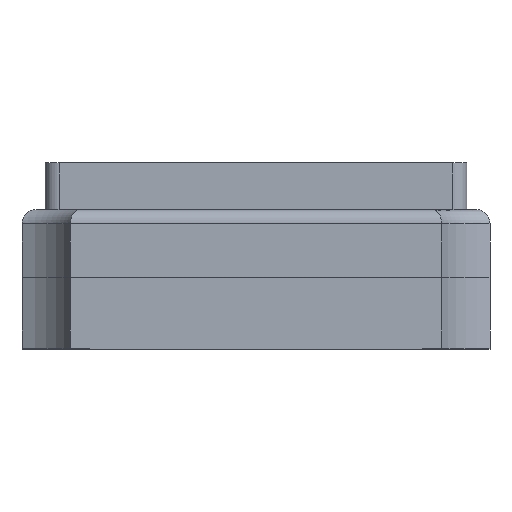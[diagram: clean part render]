
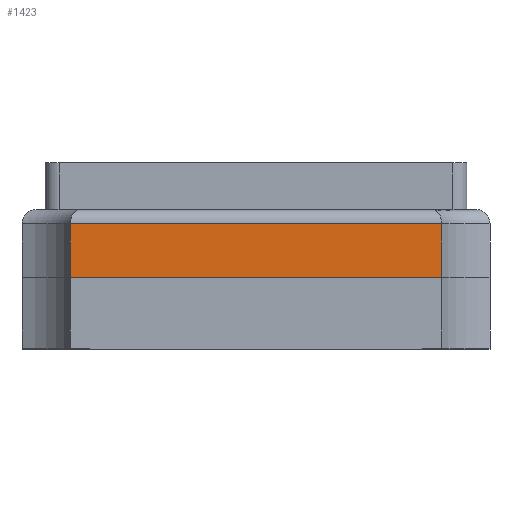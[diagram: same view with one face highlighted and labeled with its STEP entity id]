
A CAD part, left-side view. The second image highlights one B-rep face of the part: STEP entity #1423.
In plain terms, the highlighted planar face has unit normal (-1, 0, 0).
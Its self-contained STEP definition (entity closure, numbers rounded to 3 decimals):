
#55 = CYLINDRICAL_SURFACE('',#56,0.47);
#56 = AXIS2_PLACEMENT_3D('',#57,#58,#59);
#57 = CARTESIAN_POINT('',(-1.778,1.422,0.995));
#58 = DIRECTION('',(0.,0.,-1.));
#59 = DIRECTION('',(0.,1.,0.));
#219 = VERTEX_POINT('',#220);
#220 = CARTESIAN_POINT('',(-1.6,0.987,0.386));
#293 = VERTEX_POINT('',#294);
#294 = CARTESIAN_POINT('',(-1.6,0.987,0.671));
#365 = EDGE_CURVE('',#293,#219,#366,.T.);
#366 = SURFACE_CURVE('',#367,(#371,#400),.PCURVE_S1.);
#367 = LINE('',#368,#369);
#368 = CARTESIAN_POINT('',(-1.6,0.987,0.995));
#369 = VECTOR('',#370,1.);
#370 = DIRECTION('',(0.,0.,-1.));
#371 = PCURVE('',#55,#372);
#372 = DEFINITIONAL_REPRESENTATION('',(#373),#399);
#373 = B_SPLINE_CURVE_WITH_KNOTS('',3,(#374,#375,#376,#377,#378,#379,
    #380,#381,#382,#383,#384,#385,#386,#387,#388,#389,#390,#391,#392,
    #393,#394,#395,#396,#397,#398),.UNSPECIFIED.,.F.,.F.,(4,1,1,1,1,1,1,
    1,1,1,1,1,1,1,1,1,1,1,1,1,1,1,4),(0.324,0.337,
    0.35,0.363,0.376,0.389,
    0.402,0.415,0.428,0.441,
    0.454,0.467,0.48,0.493,0.506
    ,0.519,0.532,0.545,0.558,
    0.571,0.584,0.597,0.61),
  .QUASI_UNIFORM_KNOTS.);
#374 = CARTESIAN_POINT('',(2.754,0.324));
#375 = CARTESIAN_POINT('',(2.754,0.328));
#376 = CARTESIAN_POINT('',(2.754,0.337));
#377 = CARTESIAN_POINT('',(2.754,0.35));
#378 = CARTESIAN_POINT('',(2.754,0.363));
#379 = CARTESIAN_POINT('',(2.754,0.376));
#380 = CARTESIAN_POINT('',(2.754,0.389));
#381 = CARTESIAN_POINT('',(2.754,0.402));
#382 = CARTESIAN_POINT('',(2.754,0.415));
#383 = CARTESIAN_POINT('',(2.754,0.428));
#384 = CARTESIAN_POINT('',(2.754,0.441));
#385 = CARTESIAN_POINT('',(2.754,0.454));
#386 = CARTESIAN_POINT('',(2.754,0.467));
#387 = CARTESIAN_POINT('',(2.754,0.48));
#388 = CARTESIAN_POINT('',(2.754,0.493));
#389 = CARTESIAN_POINT('',(2.754,0.506));
#390 = CARTESIAN_POINT('',(2.754,0.519));
#391 = CARTESIAN_POINT('',(2.754,0.532));
#392 = CARTESIAN_POINT('',(2.754,0.545));
#393 = CARTESIAN_POINT('',(2.754,0.558));
#394 = CARTESIAN_POINT('',(2.754,0.571));
#395 = CARTESIAN_POINT('',(2.754,0.584));
#396 = CARTESIAN_POINT('',(2.754,0.597));
#397 = CARTESIAN_POINT('',(2.754,0.605));
#398 = CARTESIAN_POINT('',(2.754,0.61));
#399 = ( GEOMETRIC_REPRESENTATION_CONTEXT(2) 
PARAMETRIC_REPRESENTATION_CONTEXT() REPRESENTATION_CONTEXT('2D SPACE',''
  ) );
#400 = PCURVE('',#401,#406);
#401 = PLANE('',#402);
#402 = AXIS2_PLACEMENT_3D('',#403,#404,#405);
#403 = CARTESIAN_POINT('',(-1.6,1.245,0.995));
#404 = DIRECTION('',(1.,0.,0.));
#405 = DIRECTION('',(0.,1.,0.));
#406 = DEFINITIONAL_REPRESENTATION('',(#407),#411);
#407 = LINE('',#408,#409);
#408 = CARTESIAN_POINT('',(-0.257,0.));
#409 = VECTOR('',#410,1.);
#410 = DIRECTION('',(-0.,-1.));
#411 = ( GEOMETRIC_REPRESENTATION_CONTEXT(2) 
PARAMETRIC_REPRESENTATION_CONTEXT() REPRESENTATION_CONTEXT('2D SPACE',''
  ) );
#1231 = PLANE('',#1232);
#1232 = AXIS2_PLACEMENT_3D('',#1233,#1234,#1235);
#1233 = CARTESIAN_POINT('',(-1.6,1.245,0.995));
#1234 = DIRECTION('',(1.,0.,0.));
#1235 = DIRECTION('',(0.,1.,0.));
#1322 = CYLINDRICAL_SURFACE('',#1323,0.076);
#1323 = AXIS2_PLACEMENT_3D('',#1324,#1325,#1326);
#1324 = CARTESIAN_POINT('',(-1.524,1.245,0.671));
#1325 = DIRECTION('',(0.,1.,0.));
#1326 = DIRECTION('',(-1.,0.,0.));
#1423 = ADVANCED_FACE('',(#1424),#401,.F.);
#1424 = FACE_BOUND('',#1425,.T.);
#1425 = EDGE_LOOP('',(#1426,#1478,#1521,#1522));
#1426 = ORIENTED_EDGE('',*,*,#1427,.F.);
#1427 = EDGE_CURVE('',#1428,#1430,#1432,.T.);
#1428 = VERTEX_POINT('',#1429);
#1429 = CARTESIAN_POINT('',(-1.6,-0.987,0.671));
#1430 = VERTEX_POINT('',#1431);
#1431 = CARTESIAN_POINT('',(-1.6,-0.987,0.386));
#1432 = SURFACE_CURVE('',#1433,(#1437,#1444),.PCURVE_S1.);
#1433 = LINE('',#1434,#1435);
#1434 = CARTESIAN_POINT('',(-1.6,-0.987,0.995));
#1435 = VECTOR('',#1436,1.);
#1436 = DIRECTION('',(0.,0.,-1.));
#1437 = PCURVE('',#401,#1438);
#1438 = DEFINITIONAL_REPRESENTATION('',(#1439),#1443);
#1439 = LINE('',#1440,#1441);
#1440 = CARTESIAN_POINT('',(-2.232,0.));
#1441 = VECTOR('',#1442,1.);
#1442 = DIRECTION('',(-0.,-1.));
#1443 = ( GEOMETRIC_REPRESENTATION_CONTEXT(2) 
PARAMETRIC_REPRESENTATION_CONTEXT() REPRESENTATION_CONTEXT('2D SPACE',''
  ) );
#1444 = PCURVE('',#1445,#1450);
#1445 = CYLINDRICAL_SURFACE('',#1446,0.47);
#1446 = AXIS2_PLACEMENT_3D('',#1447,#1448,#1449);
#1447 = CARTESIAN_POINT('',(-1.778,-1.422,0.995));
#1448 = DIRECTION('',(0.,0.,-1.));
#1449 = DIRECTION('',(0.,1.,0.));
#1450 = DEFINITIONAL_REPRESENTATION('',(#1451),#1477);
#1451 = B_SPLINE_CURVE_WITH_KNOTS('',3,(#1452,#1453,#1454,#1455,#1456,
    #1457,#1458,#1459,#1460,#1461,#1462,#1463,#1464,#1465,#1466,#1467,
    #1468,#1469,#1470,#1471,#1472,#1473,#1474,#1475,#1476),
  .UNSPECIFIED.,.F.,.F.,(4,1,1,1,1,1,1,1,1,1,1,1,1,1,1,1,1,1,1,1,1,1,4),
  (0.324,0.337,0.35,0.363,0.376,
    0.389,0.402,0.415,0.428,
    0.441,0.454,0.467,0.48,0.493
    ,0.506,0.519,0.532,0.545,
    0.558,0.571,0.584,0.597,0.61),
  .QUASI_UNIFORM_KNOTS.);
#1452 = CARTESIAN_POINT('',(0.388,0.324));
#1453 = CARTESIAN_POINT('',(0.388,0.328));
#1454 = CARTESIAN_POINT('',(0.388,0.337));
#1455 = CARTESIAN_POINT('',(0.388,0.35));
#1456 = CARTESIAN_POINT('',(0.388,0.363));
#1457 = CARTESIAN_POINT('',(0.388,0.376));
#1458 = CARTESIAN_POINT('',(0.388,0.389));
#1459 = CARTESIAN_POINT('',(0.388,0.402));
#1460 = CARTESIAN_POINT('',(0.388,0.415));
#1461 = CARTESIAN_POINT('',(0.388,0.428));
#1462 = CARTESIAN_POINT('',(0.388,0.441));
#1463 = CARTESIAN_POINT('',(0.388,0.454));
#1464 = CARTESIAN_POINT('',(0.388,0.467));
#1465 = CARTESIAN_POINT('',(0.388,0.48));
#1466 = CARTESIAN_POINT('',(0.388,0.493));
#1467 = CARTESIAN_POINT('',(0.388,0.506));
#1468 = CARTESIAN_POINT('',(0.388,0.519));
#1469 = CARTESIAN_POINT('',(0.388,0.532));
#1470 = CARTESIAN_POINT('',(0.388,0.545));
#1471 = CARTESIAN_POINT('',(0.388,0.558));
#1472 = CARTESIAN_POINT('',(0.388,0.571));
#1473 = CARTESIAN_POINT('',(0.388,0.584));
#1474 = CARTESIAN_POINT('',(0.388,0.597));
#1475 = CARTESIAN_POINT('',(0.388,0.605));
#1476 = CARTESIAN_POINT('',(0.388,0.61));
#1477 = ( GEOMETRIC_REPRESENTATION_CONTEXT(2) 
PARAMETRIC_REPRESENTATION_CONTEXT() REPRESENTATION_CONTEXT('2D SPACE',''
  ) );
#1478 = ORIENTED_EDGE('',*,*,#1479,.T.);
#1479 = EDGE_CURVE('',#1428,#293,#1480,.T.);
#1480 = SURFACE_CURVE('',#1481,(#1485,#1492),.PCURVE_S1.);
#1481 = LINE('',#1482,#1483);
#1482 = CARTESIAN_POINT('',(-1.6,1.245,0.671));
#1483 = VECTOR('',#1484,1.);
#1484 = DIRECTION('',(0.,1.,0.));
#1485 = PCURVE('',#401,#1486);
#1486 = DEFINITIONAL_REPRESENTATION('',(#1487),#1491);
#1487 = LINE('',#1488,#1489);
#1488 = CARTESIAN_POINT('',(-0.,-0.324));
#1489 = VECTOR('',#1490,1.);
#1490 = DIRECTION('',(1.,0.));
#1491 = ( GEOMETRIC_REPRESENTATION_CONTEXT(2) 
PARAMETRIC_REPRESENTATION_CONTEXT() REPRESENTATION_CONTEXT('2D SPACE',''
  ) );
#1492 = PCURVE('',#1322,#1493);
#1493 = DEFINITIONAL_REPRESENTATION('',(#1494),#1520);
#1494 = B_SPLINE_CURVE_WITH_KNOTS('',3,(#1495,#1496,#1497,#1498,#1499,
    #1500,#1501,#1502,#1503,#1504,#1505,#1506,#1507,#1508,#1509,#1510,
    #1511,#1512,#1513,#1514,#1515,#1516,#1517,#1518,#1519),
  .UNSPECIFIED.,.F.,.F.,(4,1,1,1,1,1,1,1,1,1,1,1,1,1,1,1,1,1,1,1,1,1,4),
  (-2.232,-2.142,-2.053,-1.963,
    -1.873,-1.783,-1.693,-1.604,
    -1.514,-1.424,-1.334,-1.245,
    -1.155,-1.065,-0.975,-0.886,
    -0.796,-0.706,-0.616,-0.526,
    -0.437,-0.347,-0.257),.UNSPECIFIED.);
#1495 = CARTESIAN_POINT('',(0.,-2.232));
#1496 = CARTESIAN_POINT('',(0.,-2.202));
#1497 = CARTESIAN_POINT('',(0.,-2.142));
#1498 = CARTESIAN_POINT('',(0.,-2.053));
#1499 = CARTESIAN_POINT('',(0.,-1.963));
#1500 = CARTESIAN_POINT('',(0.,-1.873));
#1501 = CARTESIAN_POINT('',(0.,-1.783));
#1502 = CARTESIAN_POINT('',(0.,-1.693));
#1503 = CARTESIAN_POINT('',(0.,-1.604));
#1504 = CARTESIAN_POINT('',(0.,-1.514));
#1505 = CARTESIAN_POINT('',(0.,-1.424));
#1506 = CARTESIAN_POINT('',(0.,-1.334));
#1507 = CARTESIAN_POINT('',(0.,-1.245));
#1508 = CARTESIAN_POINT('',(0.,-1.155));
#1509 = CARTESIAN_POINT('',(0.,-1.065));
#1510 = CARTESIAN_POINT('',(0.,-0.975));
#1511 = CARTESIAN_POINT('',(0.,-0.886));
#1512 = CARTESIAN_POINT('',(0.,-0.796));
#1513 = CARTESIAN_POINT('',(0.,-0.706));
#1514 = CARTESIAN_POINT('',(0.,-0.616));
#1515 = CARTESIAN_POINT('',(0.,-0.526));
#1516 = CARTESIAN_POINT('',(0.,-0.437));
#1517 = CARTESIAN_POINT('',(0.,-0.347));
#1518 = CARTESIAN_POINT('',(0.,-0.287));
#1519 = CARTESIAN_POINT('',(0.,-0.257));
#1520 = ( GEOMETRIC_REPRESENTATION_CONTEXT(2) 
PARAMETRIC_REPRESENTATION_CONTEXT() REPRESENTATION_CONTEXT('2D SPACE',''
  ) );
#1521 = ORIENTED_EDGE('',*,*,#365,.T.);
#1522 = ORIENTED_EDGE('',*,*,#1523,.T.);
#1523 = EDGE_CURVE('',#219,#1430,#1524,.T.);
#1524 = SURFACE_CURVE('',#1525,(#1529,#1536),.PCURVE_S1.);
#1525 = LINE('',#1526,#1527);
#1526 = CARTESIAN_POINT('',(-1.6,1.245,0.386));
#1527 = VECTOR('',#1528,1.);
#1528 = DIRECTION('',(0.,-1.,0.));
#1529 = PCURVE('',#401,#1530);
#1530 = DEFINITIONAL_REPRESENTATION('',(#1531),#1535);
#1531 = LINE('',#1532,#1533);
#1532 = CARTESIAN_POINT('',(-0.,-0.61));
#1533 = VECTOR('',#1534,1.);
#1534 = DIRECTION('',(-1.,0.));
#1535 = ( GEOMETRIC_REPRESENTATION_CONTEXT(2) 
PARAMETRIC_REPRESENTATION_CONTEXT() REPRESENTATION_CONTEXT('2D SPACE',''
  ) );
#1536 = PCURVE('',#1231,#1537);
#1537 = DEFINITIONAL_REPRESENTATION('',(#1538),#1542);
#1538 = LINE('',#1539,#1540);
#1539 = CARTESIAN_POINT('',(-0.,-0.61));
#1540 = VECTOR('',#1541,1.);
#1541 = DIRECTION('',(-1.,0.));
#1542 = ( GEOMETRIC_REPRESENTATION_CONTEXT(2) 
PARAMETRIC_REPRESENTATION_CONTEXT() REPRESENTATION_CONTEXT('2D SPACE',''
  ) );
